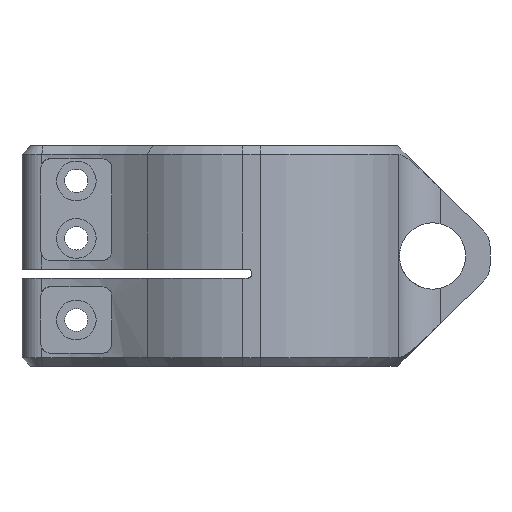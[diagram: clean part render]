
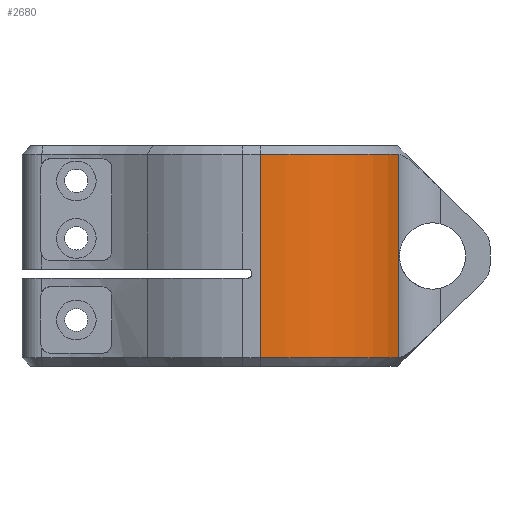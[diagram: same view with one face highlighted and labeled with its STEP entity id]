
A CAD part, front view. The second image highlights one B-rep face of the part: STEP entity #2680.
In plain terms, the highlighted cylindrical face has radius 33.4 mm (diameter 66.8 mm), a partial arc.
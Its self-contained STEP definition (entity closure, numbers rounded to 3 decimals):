
#7 = CARTESIAN_POINT ( 'NONE',  ( 2., -33.4, 50. ) ) ;
#41 = DIRECTION ( 'NONE',  ( 1., 0., 0. ) ) ;
#302 = EDGE_CURVE ( 'NONE', #3588, #1372, #2666, .T. ) ;
#347 = VECTOR ( 'NONE', #3232, 1000. ) ;
#411 = AXIS2_PLACEMENT_3D ( 'NONE', #3265, #2042, #2334 ) ;
#431 = CARTESIAN_POINT ( 'NONE',  ( 33.342, -11.544, 50. ) ) ;
#549 = DIRECTION ( 'NONE',  ( -1., 0., 0. ) ) ;
#608 = DIRECTION ( 'NONE',  ( 0., 0., -1. ) ) ;
#610 = ORIENTED_EDGE ( 'NONE', *, *, #302, .T. ) ;
#635 = EDGE_CURVE ( 'NONE', #1808, #3588, #3726, .T. ) ;
#1062 = CARTESIAN_POINT ( 'NONE',  ( 2., -33.4, 48. ) ) ;
#1088 = CIRCLE ( 'NONE', #1279, 33.4 ) ;
#1205 = ORIENTED_EDGE ( 'NONE', *, *, #635, .T. ) ;
#1260 = VECTOR ( 'NONE', #608, 1000. ) ;
#1279 = AXIS2_PLACEMENT_3D ( 'NONE', #3699, #2820, #41 ) ;
#1372 = VERTEX_POINT ( 'NONE', #1666 ) ;
#1469 = CYLINDRICAL_SURFACE ( 'NONE', #3306, 33.4 ) ;
#1666 = CARTESIAN_POINT ( 'NONE',  ( 33.342, -11.544, 48. ) ) ;
#1697 = CARTESIAN_POINT ( 'NONE',  ( 2., -33.4, 2. ) ) ;
#1712 = CARTESIAN_POINT ( 'NONE',  ( 2., 0., 50. ) ) ;
#1722 = ORIENTED_EDGE ( 'NONE', *, *, #2889, .T. ) ;
#1808 = VERTEX_POINT ( 'NONE', #1697 ) ;
#1885 = CARTESIAN_POINT ( 'NONE',  ( 33.342, -11.544, 2. ) ) ;
#2042 = DIRECTION ( 'NONE',  ( 0., 0., 1. ) ) ;
#2082 = DIRECTION ( 'NONE',  ( 0., 0., -1. ) ) ;
#2334 = DIRECTION ( 'NONE',  ( 1., 0., 0. ) ) ;
#2470 = VERTEX_POINT ( 'NONE', #1062 ) ;
#2666 = LINE ( 'NONE', #431, #347 ) ;
#2680 = ADVANCED_FACE ( 'NONE', ( #3940 ), #1469, .T. ) ;
#2820 = DIRECTION ( 'NONE',  ( 0., 0., -1. ) ) ;
#2822 = LINE ( 'NONE', #7, #1260 ) ;
#2889 = EDGE_CURVE ( 'NONE', #1372, #2470, #1088, .T. ) ;
#3232 = DIRECTION ( 'NONE',  ( 0., 0., 1. ) ) ;
#3265 = CARTESIAN_POINT ( 'NONE',  ( 2., 0., 2. ) ) ;
#3306 = AXIS2_PLACEMENT_3D ( 'NONE', #1712, #2082, #549 ) ;
#3356 = ORIENTED_EDGE ( 'NONE', *, *, #3898, .T. ) ;
#3588 = VERTEX_POINT ( 'NONE', #1885 ) ;
#3699 = CARTESIAN_POINT ( 'NONE',  ( 2., 0., 48. ) ) ;
#3714 = EDGE_LOOP ( 'NONE', ( #1205, #610, #1722, #3356 ) ) ;
#3726 = CIRCLE ( 'NONE', #411, 33.4 ) ;
#3898 = EDGE_CURVE ( 'NONE', #2470, #1808, #2822, .T. ) ;
#3940 = FACE_OUTER_BOUND ( 'NONE', #3714, .T. ) ;
